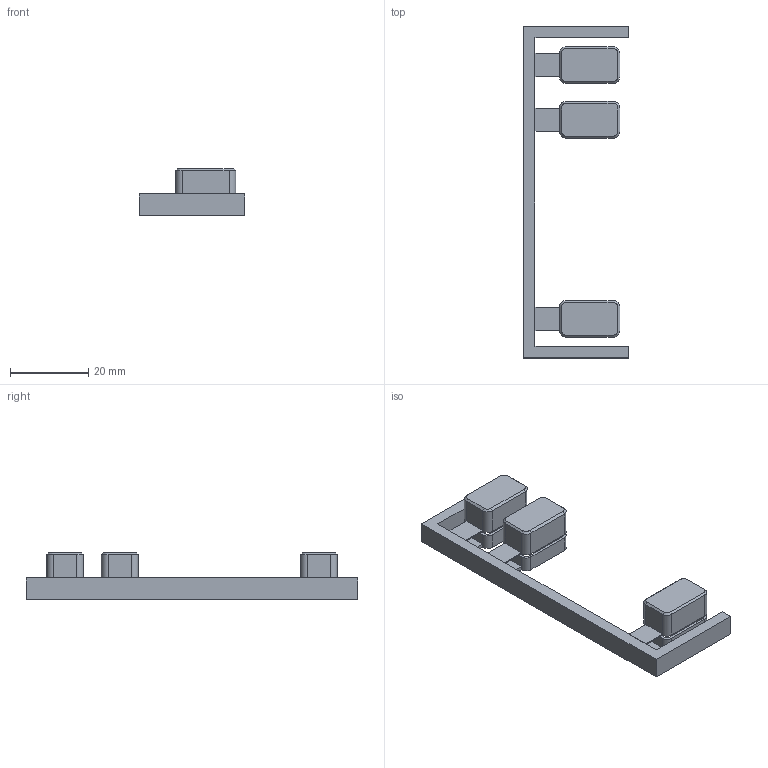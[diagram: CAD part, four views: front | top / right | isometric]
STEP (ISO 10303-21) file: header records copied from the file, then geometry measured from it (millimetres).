
FILE_DESCRIPTION(/* description */ (''),/* implementation_level */ '2;1');
FILE_NAME(/* name */ 'deck-btns-rev2 v2.step',/* time_stamp */ '2021-07-18T23:11:56+02:00',/* author */ (''),/* organization */ (''),/* preprocessor_version */ 'ST-DEVELOPER v18.1',/* originating_system */ 'Autodesk Translation Framework v10.9.0.1377',/* authorisation */ '');
FILE_SCHEMA (('AUTOMOTIVE_DESIGN { 1 0 10303 214 3 1 1 }'));
Length unit declared in the file: millimetre
Products named in the file (1): deck-btns-rev2
Bounding box: 27 x 85 x 12 mm (x, y, z)
Volume: 4185.9 mm3; surface area: 6367.2 mm2
Topology: 1 solids, 1 shells, 160 faces, 420 edges, 268 vertices
Faces by surface type: plane 100, cylinder 48, cone 12
Entity records: 4929 total; most frequent: DIRECTION 850, CARTESIAN_POINT 849, ORIENTED_EDGE 840, EDGE_CURVE 420, LINE 312, VECTOR 312, AXIS2_PLACEMENT_3D 269, VERTEX_POINT 268
